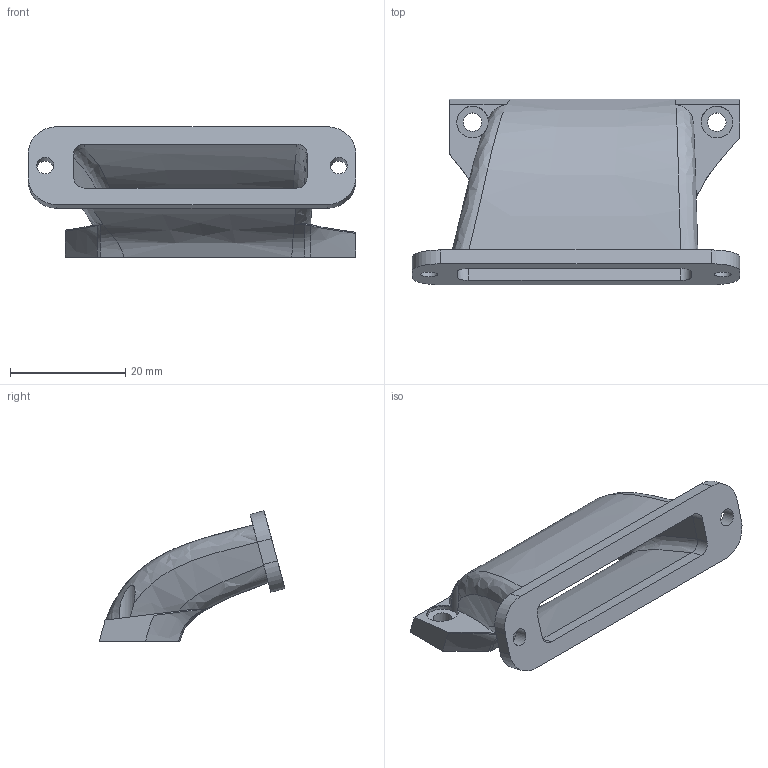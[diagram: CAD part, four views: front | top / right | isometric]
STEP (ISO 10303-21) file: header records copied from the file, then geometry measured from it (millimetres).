
FILE_DESCRIPTION(/* description */ (''),/* implementation_level */ '2;1');
FILE_NAME(/* name */ 'DisplayBracket.step',/* time_stamp */ '2024-03-31T12:54:12+02:00',/* author */ (''),/* organization */ (''),/* preprocessor_version */ 'ST-DEVELOPER v20',/* originating_system */ 'Autodesk Translation Framework v12.20.1.177',/* authorisation */ '');
FILE_SCHEMA (('AUTOMOTIVE_DESIGN { 1 0 10303 214 3 1 1 }'));
Length unit declared in the file: millimetre
Products named in the file (3): open_trickler_v1.3.2; Bigtreetech Mini12864 V1.0-3D v1; link
Assembly tree (2 placements, depth 3):
  open_trickler_v1.3.2
    Bigtreetech Mini12864 V1.0-3D v1
      link
Bounding box: 57 x 32.28 x 22.69 mm (x, y, z)
Volume: 4824.4 mm3; surface area: 7161.8 mm2
Topology: 1 solids, 1 shells, 68 faces, 187 edges, 123 vertices
Faces by surface type: bspline 39, plane 19, cylinder 10
Full cylindrical faces by diameter (mm): 3 x2, 3.2 x2, 5.5 x2
Entity records: 4342 total; most frequent: CARTESIAN_POINT 2814, ORIENTED_EDGE 374, EDGE_CURVE 187, DIRECTION 181, VERTEX_POINT 123, B_SPLINE_CURVE_WITH_KNOTS 100, EDGE_LOOP 80, FACE_OUTER_BOUND 68
